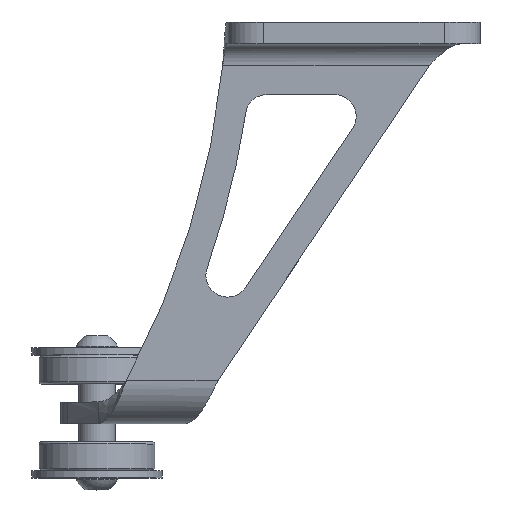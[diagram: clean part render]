
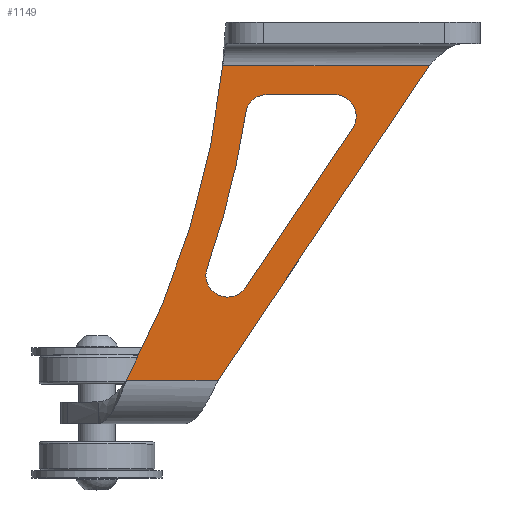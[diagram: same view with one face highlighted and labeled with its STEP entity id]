
A CAD part, top view. The second image highlights one B-rep face of the part: STEP entity #1149.
In plain terms, the highlighted planar face has unit normal (0, 0, 1).
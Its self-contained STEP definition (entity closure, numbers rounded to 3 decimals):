
#96=FACE_BOUND('',#285,.T.);
#125=PLANE('',#1326);
#190=FACE_OUTER_BOUND('',#284,.T.);
#284=EDGE_LOOP('',(#997,#998,#999,#1000));
#285=EDGE_LOOP('',(#1001,#1002,#1003,#1004,#1005,#1006));
#326=LINE('',#1886,#400);
#329=LINE('',#1897,#403);
#336=LINE('',#1934,#410);
#347=LINE('',#2007,#421);
#363=LINE('',#2150,#437);
#400=VECTOR('',#1548,10.);
#403=VECTOR('',#1559,10.);
#410=VECTOR('',#1586,10.);
#421=VECTOR('',#1611,10.);
#437=VECTOR('',#1663,10.);
#485=CIRCLE('',#1286,3.);
#487=CIRCLE('',#1290,3.);
#489=CIRCLE('',#1294,3.);
#490=CIRCLE('',#1296,121.636);
#509=CIRCLE('',#1327,117.636);
#552=VERTEX_POINT('',#1876);
#553=VERTEX_POINT('',#1878);
#555=VERTEX_POINT('',#1884);
#558=VERTEX_POINT('',#1891);
#559=VERTEX_POINT('',#1893);
#561=VERTEX_POINT('',#1902);
#568=VERTEX_POINT('',#1922);
#569=VERTEX_POINT('',#1933);
#580=VERTEX_POINT('',#2005);
#601=VERTEX_POINT('',#2149);
#673=EDGE_CURVE('',#552,#553,#485,.T.);
#677=EDGE_CURVE('',#552,#555,#326,.T.);
#680=EDGE_CURVE('',#558,#559,#487,.T.);
#682=EDGE_CURVE('',#558,#553,#329,.T.);
#686=EDGE_CURVE('',#561,#555,#489,.T.);
#687=EDGE_CURVE('',#561,#559,#490,.T.);
#696=EDGE_CURVE('',#568,#569,#336,.T.);
#713=EDGE_CURVE('',#580,#568,#347,.T.);
#744=EDGE_CURVE('',#601,#580,#363,.T.);
#745=EDGE_CURVE('',#569,#601,#509,.T.);
#997=ORIENTED_EDGE('',*,*,#696,.F.);
#998=ORIENTED_EDGE('',*,*,#713,.F.);
#999=ORIENTED_EDGE('',*,*,#744,.F.);
#1000=ORIENTED_EDGE('',*,*,#745,.F.);
#1001=ORIENTED_EDGE('',*,*,#677,.T.);
#1002=ORIENTED_EDGE('',*,*,#686,.F.);
#1003=ORIENTED_EDGE('',*,*,#687,.T.);
#1004=ORIENTED_EDGE('',*,*,#680,.F.);
#1005=ORIENTED_EDGE('',*,*,#682,.T.);
#1006=ORIENTED_EDGE('',*,*,#673,.F.);
#1149=ADVANCED_FACE('',(#190,#96),#125,.T.);
#1286=AXIS2_PLACEMENT_3D('',#1879,#1541,#1542);
#1290=AXIS2_PLACEMENT_3D('',#1894,#1554,#1555);
#1294=AXIS2_PLACEMENT_3D('',#1904,#1566,#1567);
#1296=AXIS2_PLACEMENT_3D('',#1906,#1570,#1571);
#1326=AXIS2_PLACEMENT_3D('',#2148,#1661,#1662);
#1327=AXIS2_PLACEMENT_3D('',#2151,#1664,#1665);
#1541=DIRECTION('center_axis',(0.,0.,1.));
#1542=DIRECTION('ref_axis',(0.882,0.47,0.));
#1548=DIRECTION('',(-0.557,-0.83,0.));
#1554=DIRECTION('center_axis',(0.,0.,1.));
#1555=DIRECTION('ref_axis',(-0.651,0.759,0.));
#1559=DIRECTION('',(1.,0.,0.));
#1566=DIRECTION('center_axis',(0.,0.,1.));
#1567=DIRECTION('ref_axis',(-0.83,0.557,0.));
#1570=DIRECTION('center_axis',(0.,0.,1.));
#1571=DIRECTION('ref_axis',(0.991,-0.132,0.));
#1586=DIRECTION('',(-1.,0.,0.));
#1611=DIRECTION('',(-0.557,-0.83,0.));
#1661=DIRECTION('center_axis',(0.,0.,1.));
#1662=DIRECTION('ref_axis',(1.,0.,0.));
#1663=DIRECTION('',(1.,0.,0.));
#1664=DIRECTION('center_axis',(0.,0.,1.));
#1665=DIRECTION('ref_axis',(0.812,-0.583,0.));
#1876=CARTESIAN_POINT('',(-12.673,-20.672,0.));
#1878=CARTESIAN_POINT('',(-15.164,-16.,0.));
#1879=CARTESIAN_POINT('Origin',(-15.164,-19.,0.));
#1884=CARTESIAN_POINT('',(-27.449,-42.682,0.));
#1886=CARTESIAN_POINT('',(-28.269,-43.904,0.));
#1891=CARTESIAN_POINT('',(-24.457,-16.,0.));
#1893=CARTESIAN_POINT('',(-27.422,-18.543,0.));
#1894=CARTESIAN_POINT('Origin',(-24.457,-19.,0.));
#1897=CARTESIAN_POINT('',(-16.768,-16.,0.));
#1902=CARTESIAN_POINT('',(-32.773,-40.023,0.));
#1904=CARTESIAN_POINT('Origin',(-29.94,-41.01,0.));
#1906=CARTESIAN_POINT('Origin',(-147.636,0.,
0.));
#1922=CARTESIAN_POINT('',(-31.237,-55.5,0.));
#1933=CARTESIAN_POINT('',(-43.915,-55.5,0.));
#1934=CARTESIAN_POINT('',(-12.,-55.5,0.));
#2005=CARTESIAN_POINT('',(-2.034,-12.,0.));
#2007=CARTESIAN_POINT('',(4.151,-2.787,0.));
#2148=CARTESIAN_POINT('Origin',(-24.,-35.75,0.));
#2149=CARTESIAN_POINT('',(-30.614,-12.,0.));
#2150=CARTESIAN_POINT('',(-12.,-12.,0.));
#2151=CARTESIAN_POINT('Origin',(-147.636,0.,
0.));
